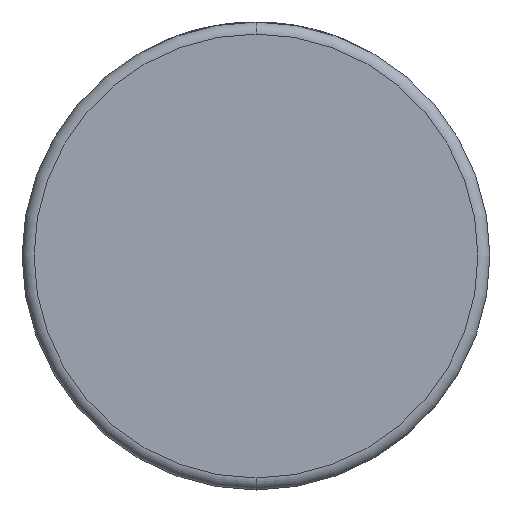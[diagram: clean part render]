
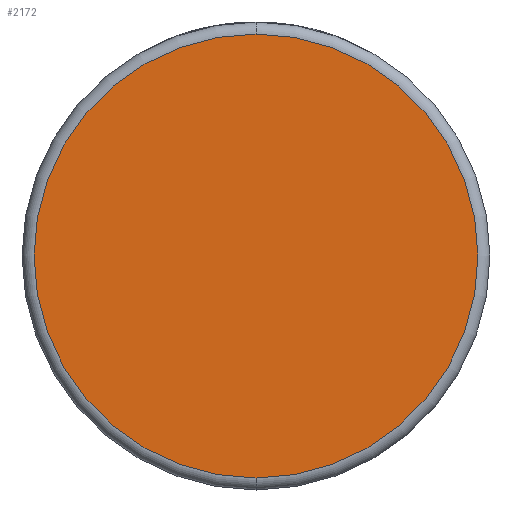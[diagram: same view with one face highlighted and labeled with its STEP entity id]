
A CAD part, front view. The second image highlights one B-rep face of the part: STEP entity #2172.
In plain terms, the highlighted planar face has unit normal (0, -1, 0).
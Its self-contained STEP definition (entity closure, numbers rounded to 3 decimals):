
#506 = CIRCLE ( 'NONE', #1353, 37. ) ;
#611 = CARTESIAN_POINT ( 'NONE',  ( 0., 0., 0. ) ) ;
#650 = EDGE_LOOP ( 'NONE', ( #2466, #1128 ) ) ;
#882 = DIRECTION ( 'NONE',  ( 0., 0., 1. ) ) ;
#884 = AXIS2_PLACEMENT_3D ( 'NONE', #611, #4153, #882 ) ;
#908 = CIRCLE ( 'NONE', #884, 37. ) ;
#960 = FACE_OUTER_BOUND ( 'NONE', #650, .T. ) ;
#1128 = ORIENTED_EDGE ( 'NONE', *, *, #2130, .T. ) ;
#1353 = AXIS2_PLACEMENT_3D ( 'NONE', #1518, #2149, #3798 ) ;
#1518 = CARTESIAN_POINT ( 'NONE',  ( 0., 0., 0. ) ) ;
#1844 = CARTESIAN_POINT ( 'NONE',  ( 0., 0., 37. ) ) ;
#1886 = PLANE ( 'NONE',  #2416 ) ;
#2130 = EDGE_CURVE ( 'NONE', #3163, #2189, #908, .T. ) ;
#2149 = DIRECTION ( 'NONE',  ( 0., -1., 0. ) ) ;
#2172 = ADVANCED_FACE ( 'NONE', ( #960 ), #1886, .F. ) ;
#2189 = VERTEX_POINT ( 'NONE', #1844 ) ;
#2190 = EDGE_CURVE ( 'NONE', #2189, #3163, #506, .T. ) ;
#2416 = AXIS2_PLACEMENT_3D ( 'NONE', #3744, #2779, #4106 ) ;
#2466 = ORIENTED_EDGE ( 'NONE', *, *, #2190, .T. ) ;
#2779 = DIRECTION ( 'NONE',  ( 0., 1., 0. ) ) ;
#3163 = VERTEX_POINT ( 'NONE', #3495 ) ;
#3495 = CARTESIAN_POINT ( 'NONE',  ( 0., 0., -37. ) ) ;
#3744 = CARTESIAN_POINT ( 'NONE',  ( 0., 0., 0. ) ) ;
#3798 = DIRECTION ( 'NONE',  ( 0., 0., 1. ) ) ;
#4106 = DIRECTION ( 'NONE',  ( 0., 0., 1. ) ) ;
#4153 = DIRECTION ( 'NONE',  ( 0., -1., 0. ) ) ;
